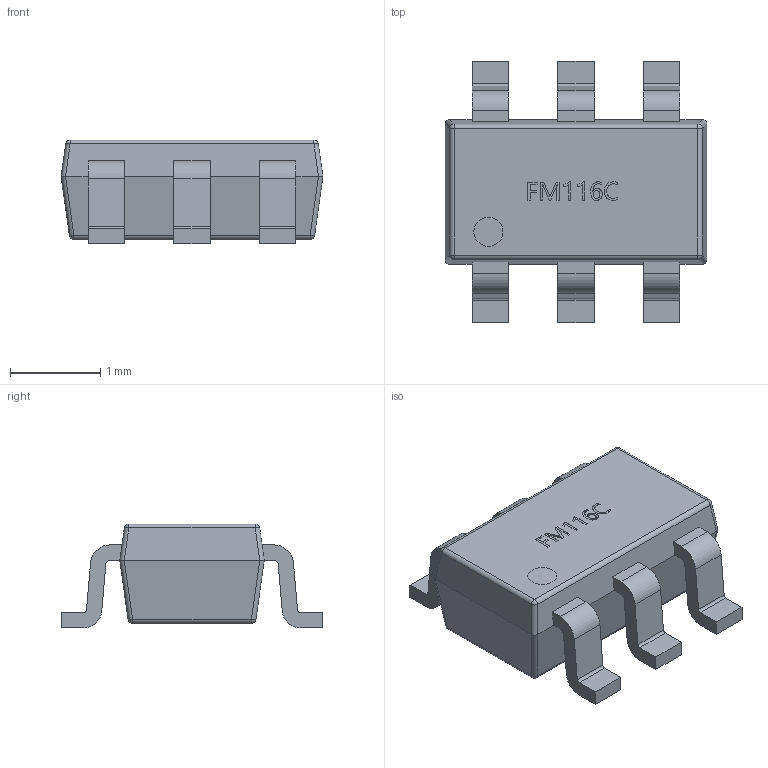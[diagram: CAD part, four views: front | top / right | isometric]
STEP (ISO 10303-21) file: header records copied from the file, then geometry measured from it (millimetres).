
FILE_DESCRIPTION (( 'STEP AP214' ), '1' );
FILE_NAME ('SOT-23-6_L2.9-W1.6-P0.95-LS2.9-BL.STEP', '2021-09-15T07:28:21', ( 'PC' ), ( 'Microsoft' ), 'SwSTEP 2.0', 'SolidWorks 2018', '' );
FILE_SCHEMA (( 'AUTOMOTIVE_DESIGN' ));
Length unit declared in the file: millimetre
Products named in the file (2): SOT-23-6_L2.9-W1.6-P0.95-LS2.9-BL
Bounding box: 2.9 x 2.9 x 1.15 mm (x, y, z)
Volume: 5.2 mm3; surface area: 25.9 mm2
Topology: 1 solids, 1 shells, 251 faces, 658 edges, 424 vertices
Faces by surface type: plane 157, bspline 44, cylinder 42, sphere 8
Entity records: 12458 total; most frequent: CARTESIAN_POINT 3727, ORIENTED_EDGE 1316, DIRECTION 1060, EDGE_CURVE 658, VECTOR 490, LINE 490, VERTEX_POINT 424, AXIS2_PLACEMENT_3D 285
